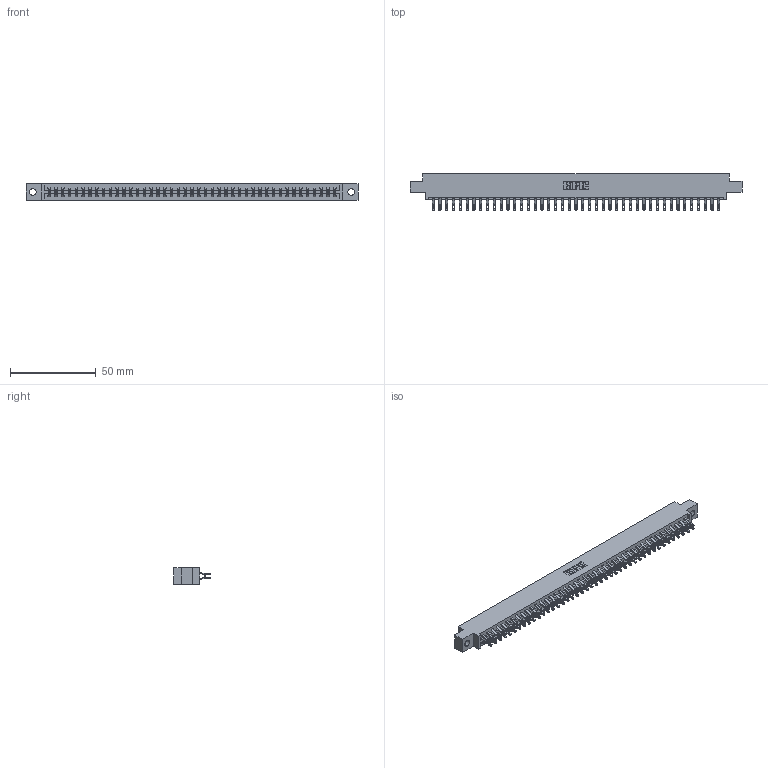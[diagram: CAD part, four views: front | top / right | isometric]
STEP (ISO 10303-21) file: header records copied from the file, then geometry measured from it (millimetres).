
FILE_DESCRIPTION (( 'STEP AP203' ), '1' );
FILE_NAME ('337-086-555-804.STEP', '2019-10-15T19:03:25', ( '' ), ( '' ), 'SwSTEP 2.0', 'SolidWorks 2016', '' );
FILE_SCHEMA (( 'CONFIG_CONTROL_DESIGN' ));
Length unit declared in the file: inch
Products named in the file (3): 345-292-001_555 Tail; 337-086-555-804; 337 Part_0.170 Offset - 0.156 Dia-TH
Assembly tree (87 placements, depth 2):
  337-086-555-804
    337 Part_0.170 Offset - 0.156 Dia-TH
    345-292-001_555 Tail  x86
Bounding box: 193.4 x 21.47 x 9.4 mm (x, y, z)
Volume: 20439 mm3; surface area: 23961.3 mm2
Topology: 87 solids, 87 shells, 5278 faces, 16577 edges, 11050 vertices
Faces by surface type: plane 3170, cylinder 2108
Entity records: 33671 total; most frequent: CARTESIAN_POINT 5708, ORIENTED_EDGE 5614, DIRECTION 4823, EDGE_CURVE 2807, VECTOR 2659, LINE 2659, VERTEX_POINT 1870, AXIS2_PLACEMENT_3D 1082
